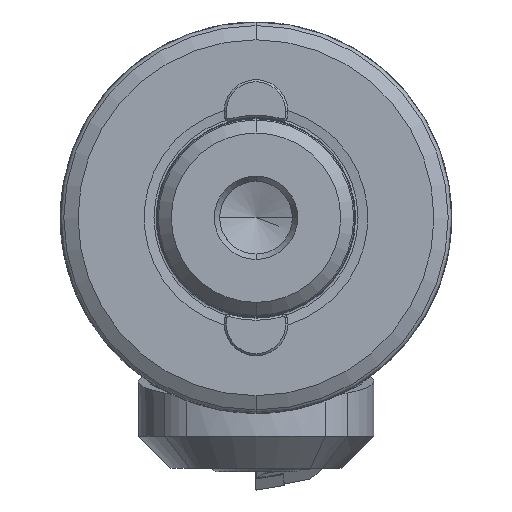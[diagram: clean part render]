
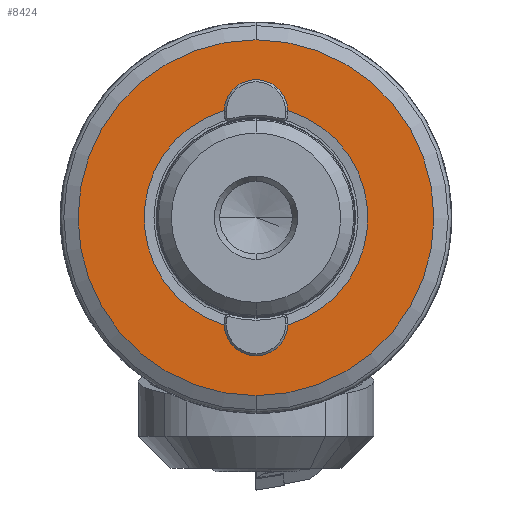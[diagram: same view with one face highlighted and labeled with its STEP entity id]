
A CAD part, left-side view. The second image highlights one B-rep face of the part: STEP entity #8424.
In plain terms, the highlighted planar face has unit normal (-1, 0, 0).
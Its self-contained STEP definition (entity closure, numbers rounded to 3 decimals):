
#53 = CARTESIAN_POINT ( 'NONE',  ( 0., 2.118, 15.572 ) ) ;
#2020 = AXIS2_PLACEMENT_3D ( 'NONE', #33119, #14827, #36187 ) ;
#3521 = CIRCLE ( 'NONE', #4055, 2.5 ) ;
#3671 = CARTESIAN_POINT ( 'NONE',  ( 0., 0., 0. ) ) ;
#4055 = AXIS2_PLACEMENT_3D ( 'NONE', #22312, #4069, #25383 ) ;
#4069 = DIRECTION ( 'NONE',  ( -1., 0., 0. ) ) ;
#4071 = CARTESIAN_POINT ( 'NONE',  ( 0., 0., 0. ) ) ;
#4613 = VERTEX_POINT ( 'NONE', #33978 ) ;
#4870 = EDGE_LOOP ( 'NONE', ( #10607, #12023, #24343, #10097, #19394, #7756 ) ) ;
#6705 = DIRECTION ( 'NONE',  ( 0., 0., 1. ) ) ;
#7038 = DIRECTION ( 'NONE',  ( -1., 0., 0. ) ) ;
#7104 = DIRECTION ( 'NONE',  ( 0., 0., 1. ) ) ;
#7756 = ORIENTED_EDGE ( 'NONE', *, *, #21968, .F. ) ;
#7918 = CARTESIAN_POINT ( 'NONE',  ( 0., 0., 16.9 ) ) ;
#8105 = EDGE_CURVE ( 'NONE', #24792, #32808, #31445, .T. ) ;
#8424 = ADVANCED_FACE ( 'NONE', ( #15661, #22843 ), #29489, .F. ) ;
#10097 = ORIENTED_EDGE ( 'NONE', *, *, #24670, .F. ) ;
#10607 = ORIENTED_EDGE ( 'NONE', *, *, #8105, .F. ) ;
#10888 = EDGE_CURVE ( 'NONE', #39381, #39330, #38944, .T. ) ;
#10996 = DIRECTION ( 'NONE',  ( 0., 0., 1. ) ) ;
#11234 = CARTESIAN_POINT ( 'NONE',  ( 0., 0., 25. ) ) ;
#11370 = DIRECTION ( 'NONE',  ( 0., 0., -1. ) ) ;
#12023 = ORIENTED_EDGE ( 'NONE', *, *, #32204, .F. ) ;
#14827 = DIRECTION ( 'NONE',  ( -1., 0., 0. ) ) ;
#15070 = DIRECTION ( 'NONE',  ( -1., 0., 0. ) ) ;
#15661 = FACE_BOUND ( 'NONE', #4870, .T. ) ;
#15699 = AXIS2_PLACEMENT_3D ( 'NONE', #33356, #15070, #36447 ) ;
#16060 = CARTESIAN_POINT ( 'NONE',  ( 0., 0., 0. ) ) ;
#19148 = DIRECTION ( 'NONE',  ( 0., 0., 1. ) ) ;
#19394 = ORIENTED_EDGE ( 'NONE', *, *, #23629, .F. ) ;
#19915 = CARTESIAN_POINT ( 'NONE',  ( 0., 0., -19.4 ) ) ;
#20022 = CIRCLE ( 'NONE', #15699, 2.5 ) ;
#20451 = CIRCLE ( 'NONE', #23669, 2.5 ) ;
#21968 = EDGE_CURVE ( 'NONE', #32808, #34131, #20022, .T. ) ;
#22312 = CARTESIAN_POINT ( 'NONE',  ( 0., 0., 16.9 ) ) ;
#22771 = ORIENTED_EDGE ( 'NONE', *, *, #10888, .T. ) ;
#22835 = EDGE_CURVE ( 'NONE', #35325, #4613, #20451, .T. ) ;
#22843 = FACE_OUTER_BOUND ( 'NONE', #37349, .T. ) ;
#23219 = CARTESIAN_POINT ( 'NONE',  ( 0., 0., -25. ) ) ;
#23498 = CARTESIAN_POINT ( 'NONE',  ( 0., 15.715, 0. ) ) ;
#23629 = EDGE_CURVE ( 'NONE', #34131, #34769, #34727, .T. ) ;
#23669 = AXIS2_PLACEMENT_3D ( 'NONE', #7918, #29246, #10996 ) ;
#23845 = CIRCLE ( 'NONE', #25814, 25. ) ;
#24343 = ORIENTED_EDGE ( 'NONE', *, *, #22835, .F. ) ;
#24670 = EDGE_CURVE ( 'NONE', #34769, #35325, #26078, .T. ) ;
#24792 = VERTEX_POINT ( 'NONE', #53 ) ;
#24986 = DIRECTION ( 'NONE',  ( -1., 0., 0. ) ) ;
#25313 = CARTESIAN_POINT ( 'NONE',  ( 0., 0., -16.9 ) ) ;
#25383 = DIRECTION ( 'NONE',  ( 0., 0., 1. ) ) ;
#25387 = DIRECTION ( 'NONE',  ( -1., 0., 0. ) ) ;
#25814 = AXIS2_PLACEMENT_3D ( 'NONE', #4071, #25387, #7104 ) ;
#26078 = CIRCLE ( 'NONE', #2020, 15.715 ) ;
#28141 = AXIS2_PLACEMENT_3D ( 'NONE', #23498, #29623, #11370 ) ;
#28388 = DIRECTION ( 'NONE',  ( 0., 0., 1. ) ) ;
#29246 = DIRECTION ( 'NONE',  ( -1., 0., 0. ) ) ;
#29336 = ORIENTED_EDGE ( 'NONE', *, *, #35066, .T. ) ;
#29489 = PLANE ( 'NONE',  #28141 ) ;
#29559 = AXIS2_PLACEMENT_3D ( 'NONE', #25313, #7038, #28388 ) ;
#29623 = DIRECTION ( 'NONE',  ( 1., 0., 0. ) ) ;
#31445 = CIRCLE ( 'NONE', #32997, 15.715 ) ;
#32204 = EDGE_CURVE ( 'NONE', #4613, #24792, #3521, .T. ) ;
#32808 = VERTEX_POINT ( 'NONE', #37337 ) ;
#32997 = AXIS2_PLACEMENT_3D ( 'NONE', #3671, #24986, #6705 ) ;
#33119 = CARTESIAN_POINT ( 'NONE',  ( 0., 0., 0. ) ) ;
#33356 = CARTESIAN_POINT ( 'NONE',  ( 0., 0., -16.9 ) ) ;
#33978 = CARTESIAN_POINT ( 'NONE',  ( 0., 0., 19.4 ) ) ;
#34131 = VERTEX_POINT ( 'NONE', #19915 ) ;
#34727 = CIRCLE ( 'NONE', #29559, 2.5 ) ;
#34769 = VERTEX_POINT ( 'NONE', #39156 ) ;
#35066 = EDGE_CURVE ( 'NONE', #39330, #39381, #23845, .T. ) ;
#35325 = VERTEX_POINT ( 'NONE', #38856 ) ;
#36187 = DIRECTION ( 'NONE',  ( 0., 0., 1. ) ) ;
#36447 = DIRECTION ( 'NONE',  ( 0., 0., 1. ) ) ;
#37138 = AXIS2_PLACEMENT_3D ( 'NONE', #16060, #37415, #19148 ) ;
#37337 = CARTESIAN_POINT ( 'NONE',  ( 0., 2.118, -15.572 ) ) ;
#37349 = EDGE_LOOP ( 'NONE', ( #29336, #22771 ) ) ;
#37415 = DIRECTION ( 'NONE',  ( -1., 0., 0. ) ) ;
#38856 = CARTESIAN_POINT ( 'NONE',  ( 0., -2.118, 15.572 ) ) ;
#38944 = CIRCLE ( 'NONE', #37138, 25. ) ;
#39156 = CARTESIAN_POINT ( 'NONE',  ( 0., -2.118, -15.572 ) ) ;
#39330 = VERTEX_POINT ( 'NONE', #23219 ) ;
#39381 = VERTEX_POINT ( 'NONE', #11234 ) ;
